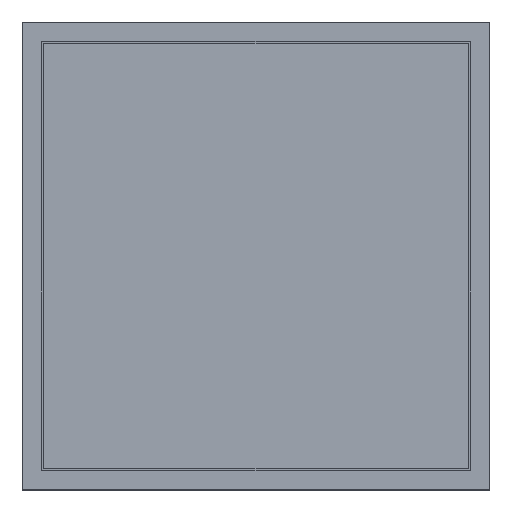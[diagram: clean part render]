
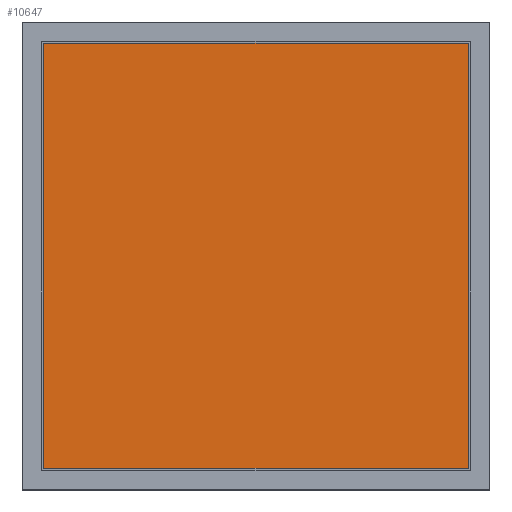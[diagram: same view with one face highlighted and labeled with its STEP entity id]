
A CAD part, top view. The second image highlights one B-rep face of the part: STEP entity #10647.
In plain terms, the highlighted planar face has unit normal (0, 0, 1).
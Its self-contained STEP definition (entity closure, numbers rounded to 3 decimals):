
#562=PLANE('',#14311);
#1644=LINE('',#20517,#2854);
#1648=LINE('',#20526,#2858);
#1651=LINE('',#20532,#2861);
#1654=LINE('',#20538,#2864);
#2854=VECTOR('',#16576,1000.);
#2858=VECTOR('',#16582,1000.);
#2861=VECTOR('',#16587,1000.);
#2864=VECTOR('',#16592,1000.);
#5598=ORIENTED_EDGE('',*,*,#7503,.T.);
#5599=ORIENTED_EDGE('',*,*,#7499,.T.);
#5600=ORIENTED_EDGE('',*,*,#7509,.T.);
#5601=ORIENTED_EDGE('',*,*,#7506,.T.);
#7499=EDGE_CURVE('',#8643,#8644,#1644,.T.);
#7503=EDGE_CURVE('',#8647,#8643,#1648,.T.);
#7506=EDGE_CURVE('',#8649,#8647,#1651,.T.);
#7509=EDGE_CURVE('',#8644,#8649,#1654,.T.);
#8643=VERTEX_POINT('',#20518);
#8644=VERTEX_POINT('',#20519);
#8647=VERTEX_POINT('',#20527);
#8649=VERTEX_POINT('',#20533);
#9449=EDGE_LOOP('',(#5598,#5599,#5600,#5601));
#10009=FACE_BOUND('',#9449,.T.);
#10647=ADVANCED_FACE('',(#10009),#562,.T.);
#14311=AXIS2_PLACEMENT_3D('',#20543,#16599,#16600);
#16576=DIRECTION('',(0.,1.,0.));
#16582=DIRECTION('',(1.,0.,0.));
#16587=DIRECTION('',(0.,-1.,0.));
#16592=DIRECTION('',(-1.,0.,0.));
#16599=DIRECTION('',(0.,0.,1.));
#16600=DIRECTION('',(1.,0.,0.));
#20517=CARTESIAN_POINT('',(5.45,-5.45,8.2));
#20518=CARTESIAN_POINT('',(5.45,-5.45,8.2));
#20519=CARTESIAN_POINT('',(5.45,5.45,8.2));
#20526=CARTESIAN_POINT('',(-5.45,-5.45,8.2));
#20527=CARTESIAN_POINT('',(-5.45,-5.45,8.2));
#20532=CARTESIAN_POINT('',(-5.45,5.45,8.2));
#20533=CARTESIAN_POINT('',(-5.45,5.45,8.2));
#20538=CARTESIAN_POINT('',(5.45,5.45,8.2));
#20543=CARTESIAN_POINT('',(-6.,-6.,8.2));
